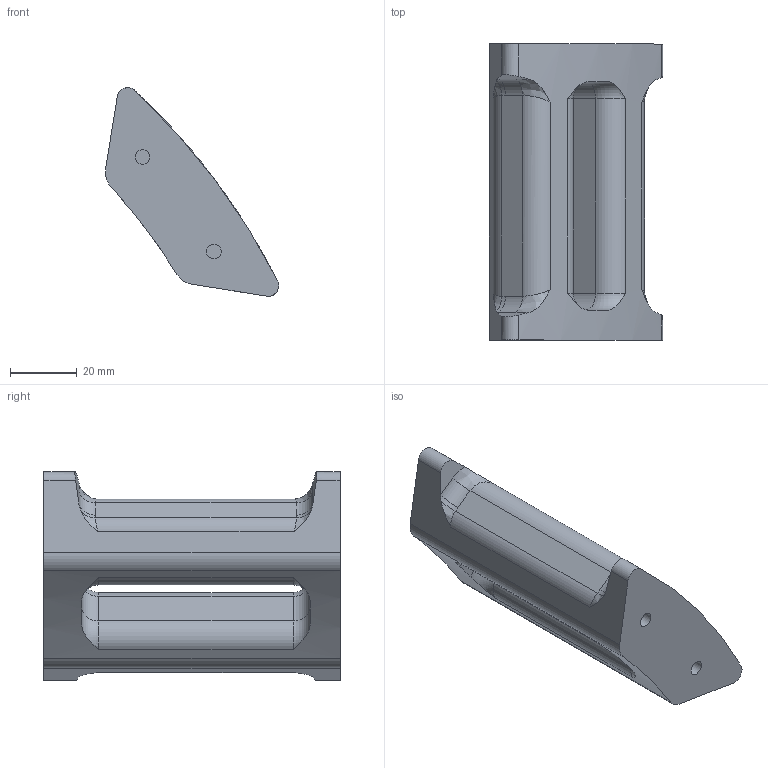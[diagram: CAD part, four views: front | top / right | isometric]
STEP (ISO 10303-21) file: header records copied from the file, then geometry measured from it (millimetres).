
FILE_DESCRIPTION(/* description */ (''),/* implementation_level */ '2;1');
FILE_NAME(/* name */ 'optimizedlandingGear v6.step',/* time_stamp */ '2020-03-05T17:15:55-05:00',/* author */ (''),/* organization */ (''),/* preprocessor_version */ 'ST-DEVELOPER v18',/* originating_system */ 'Autodesk Translation Framework v8.12.0.6',/* authorisation */ '');
FILE_SCHEMA (('AUTOMOTIVE_DESIGN { 1 0 10303 214 3 1 1 }'));
Length unit declared in the file: inch
Products named in the file (1): landinggear2
Bounding box: 51.99 x 88.9 x 62.59 mm (x, y, z)
Volume: 95181.3 mm3; surface area: 18414.5 mm2
Topology: 1 solids, 1 shells, 62 faces, 154 edges, 96 vertices
Faces by surface type: cylinder 30, plane 16, torus 8, bspline 8
Full cylindrical faces by diameter (mm): 4.394 x2
Entity records: 2207 total; most frequent: CARTESIAN_POINT 679, DIRECTION 328, ORIENTED_EDGE 308, EDGE_CURVE 154, AXIS2_PLACEMENT_3D 135, VERTEX_POINT 96, EDGE_LOOP 66, FACE_OUTER_BOUND 62
